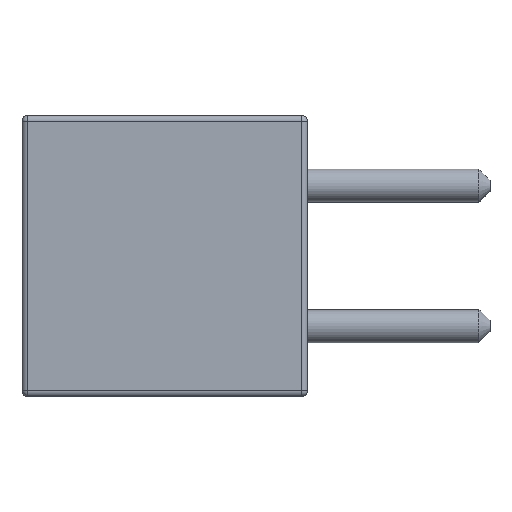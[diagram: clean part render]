
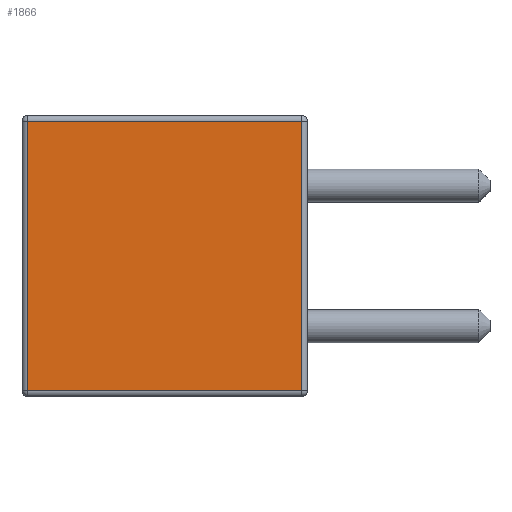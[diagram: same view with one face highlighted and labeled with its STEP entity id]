
A CAD part, left-side view. The second image highlights one B-rep face of the part: STEP entity #1866.
In plain terms, the highlighted planar face has unit normal (-1, 0, 0).
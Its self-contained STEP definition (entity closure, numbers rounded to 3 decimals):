
#72=PLANE('',#2021);
#169=FACE_OUTER_BOUND('',#291,.T.);
#291=EDGE_LOOP('',(#1374,#1375,#1376,#1377));
#415=LINE('',#2862,#583);
#455=LINE('',#2972,#623);
#456=LINE('',#2976,#624);
#457=LINE('',#2977,#625);
#583=VECTOR('',#2248,10.);
#623=VECTOR('',#2354,10.);
#624=VECTOR('',#2359,10.);
#625=VECTOR('',#2360,10.);
#848=VERTEX_POINT('',#2856);
#850=VERTEX_POINT('',#2860);
#887=VERTEX_POINT('',#2971);
#888=VERTEX_POINT('',#2975);
#1017=EDGE_CURVE('',#850,#848,#415,.T.);
#1073=EDGE_CURVE('',#848,#887,#455,.T.);
#1075=EDGE_CURVE('',#888,#850,#456,.T.);
#1076=EDGE_CURVE('',#887,#888,#457,.T.);
#1374=ORIENTED_EDGE('',*,*,#1017,.F.);
#1375=ORIENTED_EDGE('',*,*,#1075,.F.);
#1376=ORIENTED_EDGE('',*,*,#1076,.F.);
#1377=ORIENTED_EDGE('',*,*,#1073,.F.);
#1866=ADVANCED_FACE('',(#169),#72,.F.);
#2021=AXIS2_PLACEMENT_3D('',#2974,#2357,#2358);
#2248=DIRECTION('',(0.,1.,0.));
#2354=DIRECTION('',(0.,0.,1.));
#2357=DIRECTION('center_axis',(1.,0.,0.));
#2358=DIRECTION('ref_axis',(0.,-1.,0.));
#2359=DIRECTION('',(0.,0.,-1.));
#2360=DIRECTION('',(0.,-1.,0.));
#2856=CARTESIAN_POINT('',(-5.08,5.06,-4.98));
#2860=CARTESIAN_POINT('',(-5.08,0.1,-4.98));
#2862=CARTESIAN_POINT('',(-5.08,3.87,-4.98));
#2971=CARTESIAN_POINT('',(-5.08,5.06,-0.1));
#2972=CARTESIAN_POINT('',(-5.08,5.06,0.));
#2974=CARTESIAN_POINT('Origin',(-5.08,5.16,0.));
#2975=CARTESIAN_POINT('',(-5.08,0.1,-0.1));
#2976=CARTESIAN_POINT('',(-5.08,0.1,0.));
#2977=CARTESIAN_POINT('',(-5.08,3.87,-0.1));
